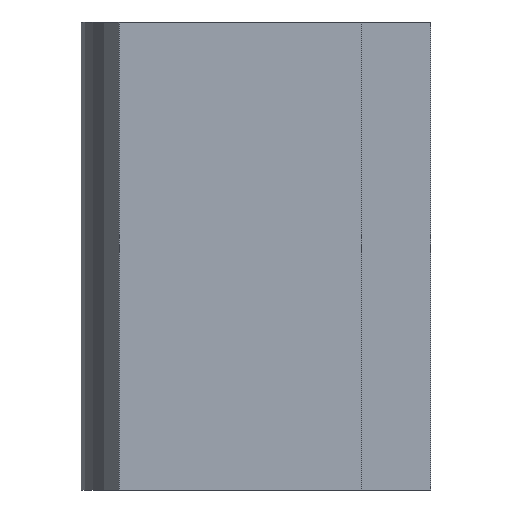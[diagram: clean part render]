
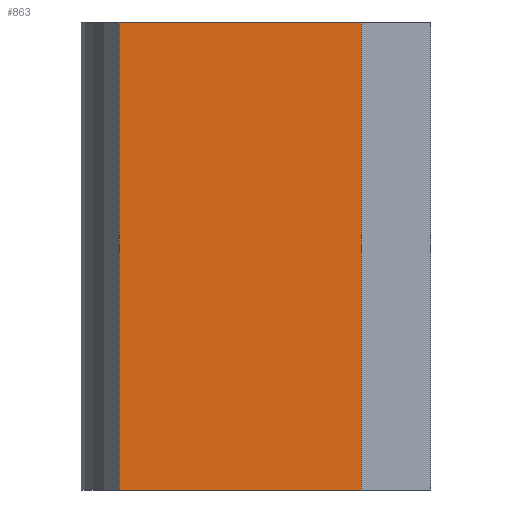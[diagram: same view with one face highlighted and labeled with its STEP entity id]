
A CAD part, left-side view. The second image highlights one B-rep face of the part: STEP entity #863.
In plain terms, the highlighted planar face has unit normal (-1, 0, 0).
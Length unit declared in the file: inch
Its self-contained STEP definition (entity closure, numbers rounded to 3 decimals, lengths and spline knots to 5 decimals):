
#723=CARTESIAN_POINT('',(-0.6728,-0.05937,-0.845));
#724=VERTEX_POINT('',#723);
#731=CARTESIAN_POINT('',(-0.6728,0.81563,-0.845));
#732=VERTEX_POINT('',#731);
#733=CARTESIAN_POINT('',(-0.6728,0.81563,-0.845));
#734=DIRECTION('',(0.0,-1.0,0.0));
#735=VECTOR('',#734,0.875);
#736=LINE('',#733,#735);
#737=EDGE_CURVE('',#732,#724,#736,.T.);
#833=CARTESIAN_POINT('',(-0.6728,-0.05937,0.0));
#834=DIRECTION('',(-1.0,0.0,0.0));
#835=DIRECTION('',(0.0,0.0,1.0));
#836=AXIS2_PLACEMENT_3D('',#833,#834,#835);
#837=PLANE('',#836);
#838=CARTESIAN_POINT('',(-0.6728,-0.05937,0.845));
#839=VERTEX_POINT('',#838);
#840=CARTESIAN_POINT('',(-0.6728,0.81563,0.845));
#841=VERTEX_POINT('',#840);
#842=CARTESIAN_POINT('',(-0.6728,-0.05937,0.845));
#843=DIRECTION('',(0.0,1.0,0.0));
#844=VECTOR('',#843,0.875);
#845=LINE('',#842,#844);
#846=EDGE_CURVE('',#839,#841,#845,.T.);
#847=ORIENTED_EDGE('',*,*,#846,.T.);
#848=CARTESIAN_POINT('',(-0.6728,0.81563,-0.845));
#849=DIRECTION('',(0.0,0.0,1.0));
#850=VECTOR('',#849,1.69);
#851=LINE('',#848,#850);
#852=EDGE_CURVE('',#732,#841,#851,.T.);
#853=ORIENTED_EDGE('',*,*,#852,.F.);
#854=ORIENTED_EDGE('',*,*,#737,.T.);
#855=CARTESIAN_POINT('',(-0.6728,-0.05937,0.845));
#856=DIRECTION('',(0.0,0.0,-1.0));
#857=VECTOR('',#856,1.69);
#858=LINE('',#855,#857);
#859=EDGE_CURVE('',#839,#724,#858,.T.);
#860=ORIENTED_EDGE('',*,*,#859,.F.);
#861=EDGE_LOOP('',(#847,#853,#854,#860));
#862=FACE_OUTER_BOUND('',#861,.T.);
#863=ADVANCED_FACE('',(#862),#837,.T.);
